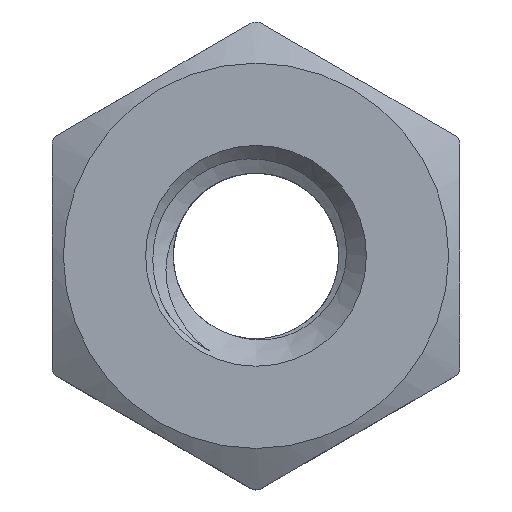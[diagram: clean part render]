
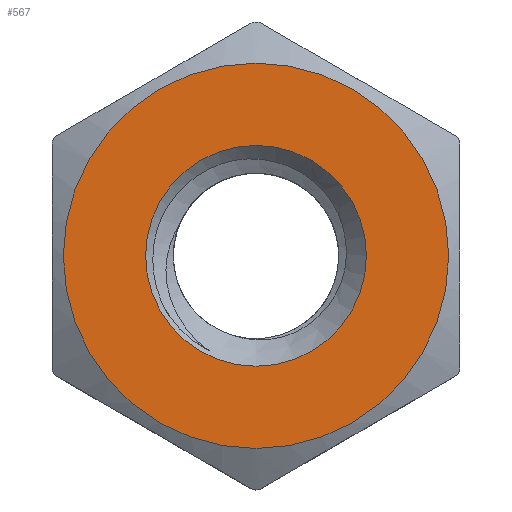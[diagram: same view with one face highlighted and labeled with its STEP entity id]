
A CAD part, top view. The second image highlights one B-rep face of the part: STEP entity #567.
In plain terms, the highlighted planar face has unit normal (0, 0, 1).
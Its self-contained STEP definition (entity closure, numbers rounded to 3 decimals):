
#16=FACE_BOUND('',#102,.T.);
#36=PLANE('',#621);
#71=FACE_OUTER_BOUND('',#101,.T.);
#101=EDGE_LOOP('',(#520,#521));
#102=EDGE_LOOP('',(#522,#523));
#107=CIRCLE('',#594,1.083);
#108=CIRCLE('',#595,1.083);
#114=CIRCLE('',#609,1.889);
#115=CIRCLE('',#610,1.889);
#224=VERTEX_POINT('',#919);
#225=VERTEX_POINT('',#920);
#254=VERTEX_POINT('',#1744);
#255=VERTEX_POINT('',#1745);
#287=EDGE_CURVE('',#224,#225,#107,.T.);
#288=EDGE_CURVE('',#225,#224,#108,.T.);
#331=EDGE_CURVE('',#254,#255,#114,.T.);
#332=EDGE_CURVE('',#255,#254,#115,.T.);
#520=ORIENTED_EDGE('',*,*,#331,.T.);
#521=ORIENTED_EDGE('',*,*,#332,.T.);
#522=ORIENTED_EDGE('',*,*,#287,.T.);
#523=ORIENTED_EDGE('',*,*,#288,.T.);
#567=ADVANCED_FACE('',(#71,#16),#36,.T.);
#594=AXIS2_PLACEMENT_3D('',#921,#655,#656);
#595=AXIS2_PLACEMENT_3D('',#922,#657,#658);
#609=AXIS2_PLACEMENT_3D('',#1746,#696,#697);
#610=AXIS2_PLACEMENT_3D('',#1747,#698,#699);
#621=AXIS2_PLACEMENT_3D('',#1944,#727,#728);
#655=DIRECTION('center_axis',(0.,0.,-1.));
#656=DIRECTION('ref_axis',(0.,1.,0.));
#657=DIRECTION('center_axis',(0.,0.,-1.));
#658=DIRECTION('ref_axis',(0.,1.,0.));
#696=DIRECTION('center_axis',(0.,0.,1.));
#697=DIRECTION('ref_axis',(0.,1.,0.));
#698=DIRECTION('center_axis',(0.,0.,1.));
#699=DIRECTION('ref_axis',(0.,1.,0.));
#727=DIRECTION('center_axis',(0.,0.,1.));
#728=DIRECTION('ref_axis',(1.,0.,0.));
#919=CARTESIAN_POINT('',(0.,1.083,0.8));
#920=CARTESIAN_POINT('',(0.,-1.083,0.8));
#921=CARTESIAN_POINT('Origin',(0.,0.,0.8));
#922=CARTESIAN_POINT('Origin',(0.,0.,0.8));
#1744=CARTESIAN_POINT('',(0.,1.889,0.8));
#1745=CARTESIAN_POINT('',(0.,-1.889,0.8));
#1746=CARTESIAN_POINT('Origin',(0.,0.,0.8));
#1747=CARTESIAN_POINT('Origin',(0.,0.,0.8));
#1944=CARTESIAN_POINT('Origin',(0.,0.,0.8));
